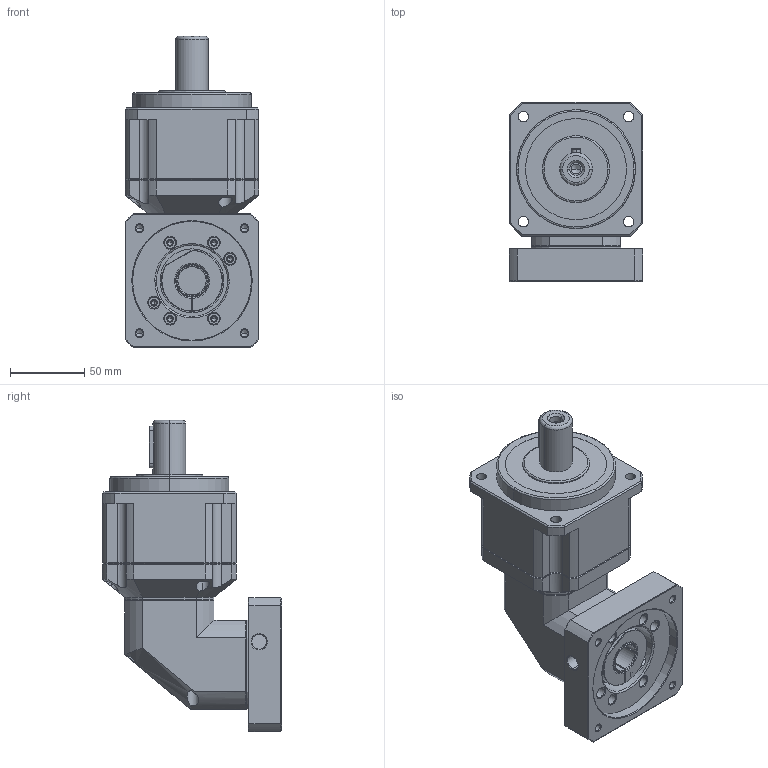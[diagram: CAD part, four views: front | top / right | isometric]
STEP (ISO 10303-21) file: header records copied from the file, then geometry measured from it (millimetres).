
FILE_DESCRIPTION (( 'STEP AP214' ), '1' );
FILE_NAME ('SBL090-L2-19-80-100M6.STEP', '2021-12-25T07:53:45', ( 'admin' ), ( '' ), 'SwSTEP 2.0', 'SolidWorks 2013', '' );
FILE_SCHEMA (( 'AUTOMOTIVE_DESIGN' ));
Length unit declared in the file: millimetre
Products named in the file (6): SBL060-80-100M6; SB090_X2_8F9351FA7AEF_X0_; SB090_X2_4E007EA79F7F570863A5_X0_060; SBL060_X2_8F9351658F7495017D2773AF_X0_-19; SBL060-19; SBL090-L2-19-80-100M6
Assembly tree (5 placements, depth 2):
  SBL090-L2-19-80-100M6
    SBL060-19
    SBL060_X2_8F9351658F7495017D2773AF_X0_-19
    SB090_X2_4E007EA79F7F570863A5_X0_060
    SB090_X2_8F9351FA7AEF_X0_
    SBL060-80-100M6
Bounding box: 90 x 120.5 x 209.5 mm (x, y, z)
Volume: 956493 mm3; surface area: 134675.9 mm2
Topology: 11 solids, 11 shells, 589 faces, 1424 edges, 871 vertices
Faces by surface type: plane 213, cylinder 208, cone 141, bspline 27
Entity records: 25161 total; most frequent: CARTESIAN_POINT 4858, DIRECTION 2864, ORIENTED_EDGE 2784, EDGE_CURVE 1392, AXIS2_PLACEMENT_3D 1117, VERTEX_POINT 871, EDGE_LOOP 675, LINE 630
